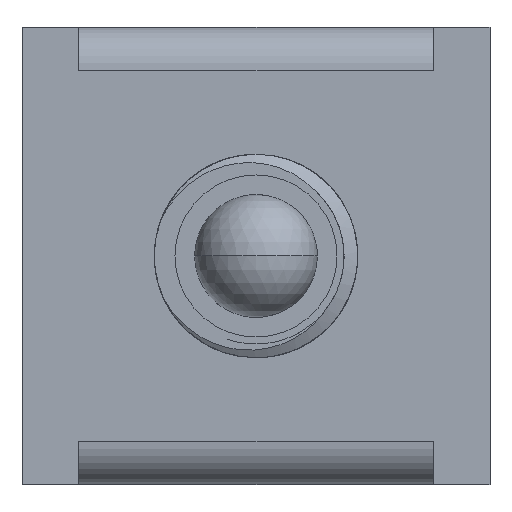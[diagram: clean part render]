
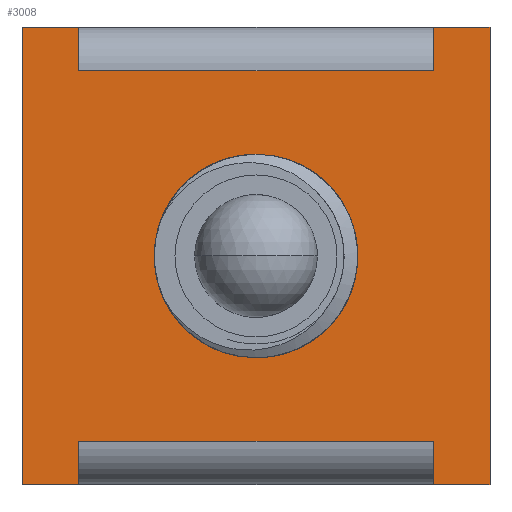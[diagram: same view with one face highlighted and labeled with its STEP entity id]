
A CAD part, front view. The second image highlights one B-rep face of the part: STEP entity #3008.
In plain terms, the highlighted planar face has unit normal (0, -1, 0).
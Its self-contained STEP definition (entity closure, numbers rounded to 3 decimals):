
#53 = LINE ( 'NONE', #3110, #7959 ) ;
#338 = VECTOR ( 'NONE', #12115, 1000. ) ;
#708 = EDGE_LOOP ( 'NONE', ( #5706, #8603, #1300, #1858, #2639, #10745, #2619, #11805, #11059, #1615, #3697, #7179 ) ) ;
#730 = PLANE ( 'NONE',  #6727 ) ;
#739 = CARTESIAN_POINT ( 'NONE',  ( 4.925, -5.275, 5.15 ) ) ;
#997 = FACE_BOUND ( 'NONE', #8084, .T. ) ;
#1078 = LINE ( 'NONE', #6483, #338 ) ;
#1095 = CARTESIAN_POINT ( 'NONE',  ( 6.5, -5.275, 6.35 ) ) ;
#1155 = CARTESIAN_POINT ( 'NONE',  ( -4.925, -5.275, -6.35 ) ) ;
#1300 = ORIENTED_EDGE ( 'NONE', *, *, #6463, .T. ) ;
#1367 = LINE ( 'NONE', #12306, #9382 ) ;
#1615 = ORIENTED_EDGE ( 'NONE', *, *, #2752, .T. ) ;
#1727 = VECTOR ( 'NONE', #12106, 1000. ) ;
#1858 = ORIENTED_EDGE ( 'NONE', *, *, #5953, .T. ) ;
#1934 = DIRECTION ( 'NONE',  ( 0., 0., -1. ) ) ;
#2042 = VERTEX_POINT ( 'NONE', #1155 ) ;
#2136 = VECTOR ( 'NONE', #6221, 1000. ) ;
#2520 = CARTESIAN_POINT ( 'NONE',  ( 0., -5.275, 0. ) ) ;
#2538 = DIRECTION ( 'NONE',  ( 0., 0., 1. ) ) ;
#2594 = EDGE_CURVE ( 'NONE', #2042, #9487, #1078, .T. ) ;
#2613 = VERTEX_POINT ( 'NONE', #8760 ) ;
#2619 = ORIENTED_EDGE ( 'NONE', *, *, #11600, .T. ) ;
#2639 = ORIENTED_EDGE ( 'NONE', *, *, #5349, .T. ) ;
#2752 = EDGE_CURVE ( 'NONE', #8472, #4183, #3719, .T. ) ;
#2867 = CARTESIAN_POINT ( 'NONE',  ( -6.5, -5.275, -6.35 ) ) ;
#2978 = EDGE_CURVE ( 'NONE', #4183, #7031, #8622, .T. ) ;
#3008 = ADVANCED_FACE ( 'NONE', ( #997, #10149 ), #730, .T. ) ;
#3031 = CARTESIAN_POINT ( 'NONE',  ( -2.545, -5.275, 1.226 ) ) ;
#3110 = CARTESIAN_POINT ( 'NONE',  ( -4.925, -5.275, -5.15 ) ) ;
#3192 = EDGE_CURVE ( 'NONE', #11270, #12151, #1367, .T. ) ;
#3230 = CARTESIAN_POINT ( 'NONE',  ( 0., -5.275, 0. ) ) ;
#3339 = VERTEX_POINT ( 'NONE', #1095 ) ;
#3425 = CARTESIAN_POINT ( 'NONE',  ( -6.5, -5.275, -6.35 ) ) ;
#3697 = ORIENTED_EDGE ( 'NONE', *, *, #2978, .T. ) ;
#3719 = LINE ( 'NONE', #5366, #9167 ) ;
#3795 = CARTESIAN_POINT ( 'NONE',  ( 0., -5.275, 0. ) ) ;
#3833 = DIRECTION ( 'NONE',  ( 1., 0., 0. ) ) ;
#4146 = CARTESIAN_POINT ( 'NONE',  ( 4.925, -5.275, 6.35 ) ) ;
#4183 = VERTEX_POINT ( 'NONE', #9997 ) ;
#4225 = VECTOR ( 'NONE', #7721, 1000. ) ;
#4419 = CARTESIAN_POINT ( 'NONE',  ( 6.5, -5.275, 6.35 ) ) ;
#4691 = EDGE_CURVE ( 'NONE', #7866, #6622, #7212, .T. ) ;
#4780 = CIRCLE ( 'NONE', #9452, 2.825 ) ;
#4795 = LINE ( 'NONE', #11272, #5249 ) ;
#4846 = DIRECTION ( 'NONE',  ( 0., 0., -1. ) ) ;
#5185 = DIRECTION ( 'NONE',  ( 0., 0., -1. ) ) ;
#5249 = VECTOR ( 'NONE', #10338, 1000. ) ;
#5330 = CARTESIAN_POINT ( 'NONE',  ( -0.908, -5.275, 2.675 ) ) ;
#5349 = EDGE_CURVE ( 'NONE', #2613, #11270, #4795, .T. ) ;
#5366 = CARTESIAN_POINT ( 'NONE',  ( 4.925, -5.275, 0. ) ) ;
#5455 = VERTEX_POINT ( 'NONE', #739 ) ;
#5500 = DIRECTION ( 'NONE',  ( 0., 0., -1. ) ) ;
#5650 = CARTESIAN_POINT ( 'NONE',  ( 4.925, -5.275, -5.15 ) ) ;
#5706 = ORIENTED_EDGE ( 'NONE', *, *, #10172, .T. ) ;
#5737 = DIRECTION ( 'NONE',  ( 0., -1., 0. ) ) ;
#5953 = EDGE_CURVE ( 'NONE', #7286, #2613, #8769, .T. ) ;
#5983 = CARTESIAN_POINT ( 'NONE',  ( 4.925, -5.275, 0. ) ) ;
#6221 = DIRECTION ( 'NONE',  ( 0., 0., 1. ) ) ;
#6302 = LINE ( 'NONE', #11239, #9920 ) ;
#6312 = LINE ( 'NONE', #2867, #11121 ) ;
#6463 = EDGE_CURVE ( 'NONE', #5455, #7286, #11755, .T. ) ;
#6483 = CARTESIAN_POINT ( 'NONE',  ( -4.925, -5.275, 0. ) ) ;
#6598 = VECTOR ( 'NONE', #4846, 1000. ) ;
#6622 = VERTEX_POINT ( 'NONE', #3031 ) ;
#6727 = AXIS2_PLACEMENT_3D ( 'NONE', #2520, #10201, #5500 ) ;
#6870 = EDGE_CURVE ( 'NONE', #7031, #3339, #10832, .T. ) ;
#7031 = VERTEX_POINT ( 'NONE', #7931 ) ;
#7139 = CARTESIAN_POINT ( 'NONE',  ( -6.5, -5.275, 6.35 ) ) ;
#7179 = ORIENTED_EDGE ( 'NONE', *, *, #6870, .T. ) ;
#7212 = CIRCLE ( 'NONE', #11373, 2.825 ) ;
#7286 = VERTEX_POINT ( 'NONE', #7970 ) ;
#7419 = EDGE_CURVE ( 'NONE', #9487, #8472, #53, .T. ) ;
#7430 = ORIENTED_EDGE ( 'NONE', *, *, #4691, .F. ) ;
#7689 = CARTESIAN_POINT ( 'NONE',  ( 4.925, -5.275, 5.15 ) ) ;
#7721 = DIRECTION ( 'NONE',  ( -1., 0., 0. ) ) ;
#7730 = VERTEX_POINT ( 'NONE', #4146 ) ;
#7866 = VERTEX_POINT ( 'NONE', #5330 ) ;
#7931 = CARTESIAN_POINT ( 'NONE',  ( 6.5, -5.275, -6.35 ) ) ;
#7959 = VECTOR ( 'NONE', #3833, 1000. ) ;
#7970 = CARTESIAN_POINT ( 'NONE',  ( -4.925, -5.275, 5.15 ) ) ;
#8084 = EDGE_LOOP ( 'NONE', ( #7430, #10618 ) ) ;
#8275 = VECTOR ( 'NONE', #2538, 1000. ) ;
#8277 = DIRECTION ( 'NONE',  ( 0., 0., -1. ) ) ;
#8472 = VERTEX_POINT ( 'NONE', #5650 ) ;
#8603 = ORIENTED_EDGE ( 'NONE', *, *, #10956, .T. ) ;
#8622 = LINE ( 'NONE', #3425, #1727 ) ;
#8683 = DIRECTION ( 'NONE',  ( 1., 0., 0. ) ) ;
#8760 = CARTESIAN_POINT ( 'NONE',  ( -4.925, -5.275, 6.35 ) ) ;
#8769 = LINE ( 'NONE', #10961, #2136 ) ;
#9167 = VECTOR ( 'NONE', #8277, 1000. ) ;
#9177 = LINE ( 'NONE', #5983, #6598 ) ;
#9281 = CARTESIAN_POINT ( 'NONE',  ( -6.5, -5.275, -6.35 ) ) ;
#9382 = VECTOR ( 'NONE', #9476, 1000. ) ;
#9452 = AXIS2_PLACEMENT_3D ( 'NONE', #3230, #10928, #5185 ) ;
#9476 = DIRECTION ( 'NONE',  ( 0., 0., -1. ) ) ;
#9487 = VERTEX_POINT ( 'NONE', #12018 ) ;
#9502 = DIRECTION ( 'NONE',  ( -1., 0., 0. ) ) ;
#9920 = VECTOR ( 'NONE', #9502, 1000. ) ;
#9997 = CARTESIAN_POINT ( 'NONE',  ( 4.925, -5.275, -6.35 ) ) ;
#10149 = FACE_OUTER_BOUND ( 'NONE', #708, .T. ) ;
#10172 = EDGE_CURVE ( 'NONE', #3339, #7730, #6302, .T. ) ;
#10201 = DIRECTION ( 'NONE',  ( 0., -1., 0. ) ) ;
#10338 = DIRECTION ( 'NONE',  ( -1., 0., 0. ) ) ;
#10618 = ORIENTED_EDGE ( 'NONE', *, *, #11927, .F. ) ;
#10745 = ORIENTED_EDGE ( 'NONE', *, *, #3192, .T. ) ;
#10832 = LINE ( 'NONE', #4419, #8275 ) ;
#10928 = DIRECTION ( 'NONE',  ( 0., -1., 0. ) ) ;
#10956 = EDGE_CURVE ( 'NONE', #7730, #5455, #9177, .T. ) ;
#10961 = CARTESIAN_POINT ( 'NONE',  ( -4.925, -5.275, 0. ) ) ;
#11059 = ORIENTED_EDGE ( 'NONE', *, *, #7419, .T. ) ;
#11121 = VECTOR ( 'NONE', #8683, 1000. ) ;
#11239 = CARTESIAN_POINT ( 'NONE',  ( -6.5, -5.275, 6.35 ) ) ;
#11270 = VERTEX_POINT ( 'NONE', #7139 ) ;
#11272 = CARTESIAN_POINT ( 'NONE',  ( -6.5, -5.275, 6.35 ) ) ;
#11373 = AXIS2_PLACEMENT_3D ( 'NONE', #3795, #5737, #1934 ) ;
#11600 = EDGE_CURVE ( 'NONE', #12151, #2042, #6312, .T. ) ;
#11755 = LINE ( 'NONE', #7689, #4225 ) ;
#11805 = ORIENTED_EDGE ( 'NONE', *, *, #2594, .T. ) ;
#11927 = EDGE_CURVE ( 'NONE', #6622, #7866, #4780, .T. ) ;
#12018 = CARTESIAN_POINT ( 'NONE',  ( -4.925, -5.275, -5.15 ) ) ;
#12106 = DIRECTION ( 'NONE',  ( 1., 0., 0. ) ) ;
#12115 = DIRECTION ( 'NONE',  ( 0., 0., 1. ) ) ;
#12151 = VERTEX_POINT ( 'NONE', #9281 ) ;
#12306 = CARTESIAN_POINT ( 'NONE',  ( -6.5, -5.275, 6.35 ) ) ;
